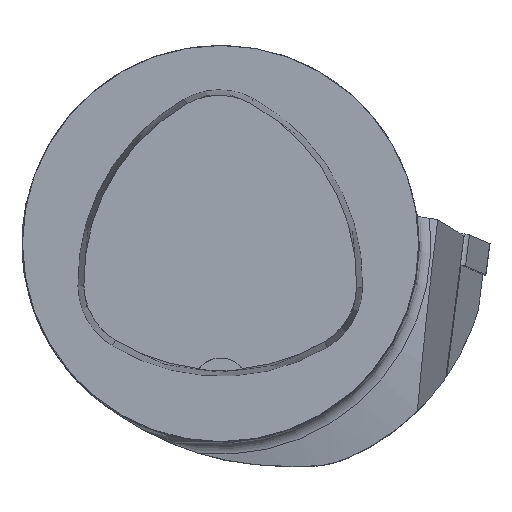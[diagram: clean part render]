
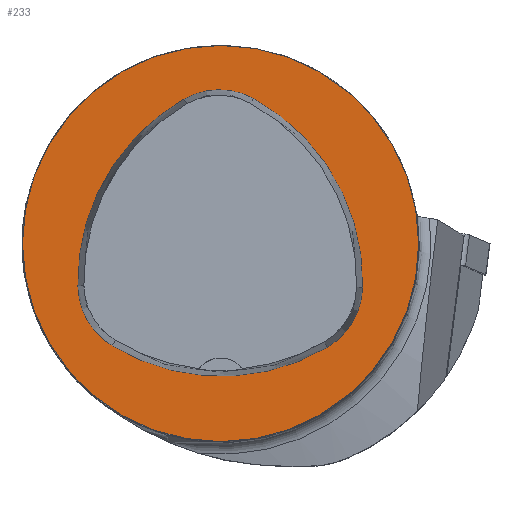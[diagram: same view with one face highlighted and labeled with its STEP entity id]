
A CAD part, top view. The second image highlights one B-rep face of the part: STEP entity #233.
In plain terms, the highlighted planar face has unit normal (0, 0, 1).
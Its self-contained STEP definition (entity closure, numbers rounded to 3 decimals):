
#233=ADVANCED_FACE('',(#466,#467),#281,.T.);
#281=PLANE('',#1359);
#466=FACE_BOUND('',#516,.T.);
#467=FACE_BOUND('',#517,.T.);
#516=EDGE_LOOP('',(#748,#749,#750,#751,#752,#753));
#517=EDGE_LOOP('',(#754));
#748=ORIENTED_EDGE('',*,*,#1111,.T.);
#749=ORIENTED_EDGE('',*,*,#1091,.T.);
#750=ORIENTED_EDGE('',*,*,#1095,.T.);
#751=ORIENTED_EDGE('',*,*,#1098,.T.);
#752=ORIENTED_EDGE('',*,*,#1101,.T.);
#753=ORIENTED_EDGE('',*,*,#1109,.T.);
#754=ORIENTED_EDGE('',*,*,#1082,.F.);
#950=VERTEX_POINT('',#2150);
#959=VERTEX_POINT('',#2169);
#960=VERTEX_POINT('',#2170);
#963=VERTEX_POINT('',#2178);
#965=VERTEX_POINT('',#2184);
#967=VERTEX_POINT('',#2190);
#974=VERTEX_POINT('',#2211);
#1082=EDGE_CURVE('',#950,#950,#1163,.T.);
#1091=EDGE_CURVE('',#959,#960,#1164,.T.);
#1095=EDGE_CURVE('',#960,#963,#1166,.T.);
#1098=EDGE_CURVE('',#963,#965,#1168,.T.);
#1101=EDGE_CURVE('',#965,#967,#1170,.T.);
#1109=EDGE_CURVE('',#967,#974,#1174,.T.);
#1111=EDGE_CURVE('',#974,#959,#1176,.T.);
#1163=CIRCLE('',#1331,50.);
#1164=CIRCLE('',#1337,53.);
#1166=CIRCLE('',#1340,18.);
#1168=CIRCLE('',#1343,53.);
#1170=CIRCLE('',#1346,18.);
#1174=CIRCLE('',#1351,53.);
#1176=CIRCLE('',#1354,18.);
#1331=AXIS2_PLACEMENT_3D('',#2149,#1580,#1581);
#1337=AXIS2_PLACEMENT_3D('',#2168,#1596,#1597);
#1340=AXIS2_PLACEMENT_3D('',#2177,#1604,#1605);
#1343=AXIS2_PLACEMENT_3D('',#2183,#1611,#1612);
#1346=AXIS2_PLACEMENT_3D('',#2189,#1618,#1619);
#1351=AXIS2_PLACEMENT_3D('',#2212,#1630,#1631);
#1354=AXIS2_PLACEMENT_3D('',#2215,#1636,#1637);
#1359=AXIS2_PLACEMENT_3D('',#2220,#1646,#1647);
#1580=DIRECTION('',(0.,0.,-1.));
#1581=DIRECTION('',(-1.,0.,0.));
#1596=DIRECTION('',(0.,0.,-1.));
#1597=DIRECTION('',(-1.,0.,0.));
#1604=DIRECTION('',(0.,0.,-1.));
#1605=DIRECTION('',(-1.,0.,0.));
#1611=DIRECTION('',(0.,0.,-1.));
#1612=DIRECTION('',(-1.,0.,0.));
#1618=DIRECTION('',(0.,0.,-1.));
#1619=DIRECTION('',(-1.,0.,0.));
#1630=DIRECTION('',(0.,0.,-1.));
#1631=DIRECTION('',(-1.,0.,0.));
#1636=DIRECTION('',(0.,0.,-1.));
#1637=DIRECTION('',(-1.,0.,0.));
#1646=DIRECTION('',(0.,0.,1.));
#1647=DIRECTION('',(1.,0.,0.));
#2149=CARTESIAN_POINT('',(0.,0.,
0.));
#2150=CARTESIAN_POINT('',(-50.,0.,0.));
#2168=CARTESIAN_POINT('',(16.978,-9.621,0.));
#2169=CARTESIAN_POINT('',(-36.009,-10.801,0.));
#2170=CARTESIAN_POINT('',(-9.238,36.441,0.));
#2177=CARTESIAN_POINT('',(-0.334,20.797,0.));
#2178=CARTESIAN_POINT('',(8.312,36.585,0.));
#2183=CARTESIAN_POINT('',(-17.147,-9.9,0.));
#2184=CARTESIAN_POINT('',(35.839,-11.094,0.));
#2189=CARTESIAN_POINT('',(17.844,-10.688,0.));
#2190=CARTESIAN_POINT('',(26.94,-26.221,0.));
#2211=CARTESIAN_POINT('',(-27.358,-25.784,0.));
#2212=CARTESIAN_POINT('',(0.157,19.514,0.));
#2215=CARTESIAN_POINT('',(-18.013,-10.4,0.));
#2220=CARTESIAN_POINT('',(0.,0.,
0.));
